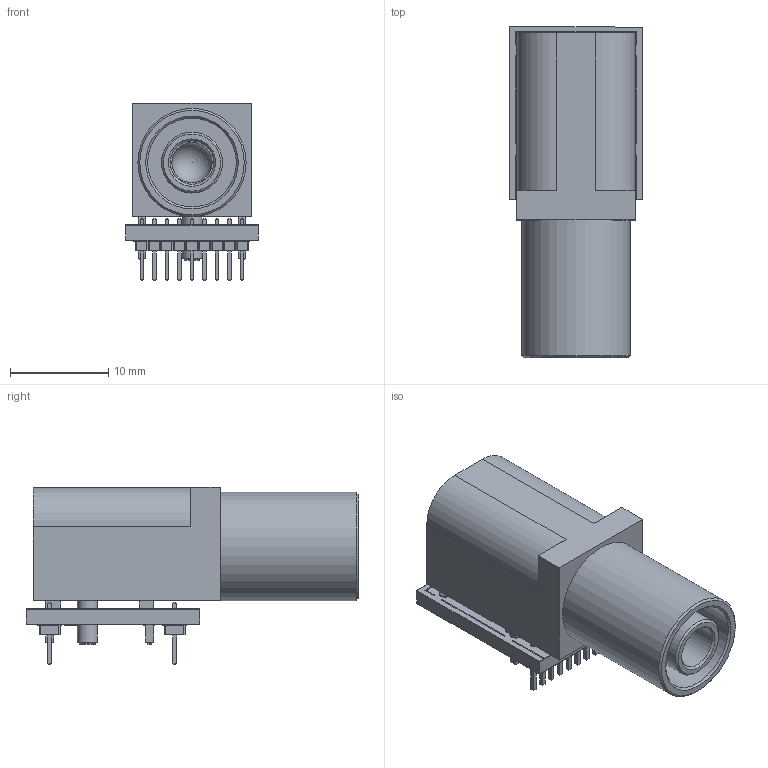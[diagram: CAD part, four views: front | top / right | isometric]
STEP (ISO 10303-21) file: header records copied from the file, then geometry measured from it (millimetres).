
FILE_DESCRIPTION(('KiCad electronic assembly'),'2;1');
FILE_NAME('banana_breakout.step','2025-09-07T14:18:48',('Pcbnew'),( 'Kicad'),'Open CASCADE STEP processor 7.6','KiCad to STEP converter' ,'Unknown');
FILE_SCHEMA(('AUTOMOTIVE_DESIGN { 1 0 10303 214 1 1 1 1 }'));
Length unit declared in the file: millimetre
Products named in the file (9): banana_breakout 1; Banana_Cliff_FCR7350B_S16N-PC_Horizontal; PinHeader_1x05_P1.27mm_Vertical; PinHeader_1x09_P1.27mm_Vertical; 50mil_4mm_banana_jack_breakout_silkscreen; 50mil_4mm_banana_jack_breakout_soldermask; 50mil_4mm_banana_jack_breakout_PCB
Assembly tree (8 placements, depth 2):
  banana_breakout 1
    Banana_Cliff_FCR7350B_S16N-PC_Horizontal
    PinHeader_1x05_P1.27mm_Vertical
    PinHeader_1x09_P1.27mm_Vertical
    50mil_4mm_banana_jack_breakout_silkscreen
    50mil_4mm_banana_jack_breakout_silkscreen
    50mil_4mm_banana_jack_breakout_soldermask
    50mil_4mm_banana_jack_breakout_soldermask
    50mil_4mm_banana_jack_breakout_PCB
Bounding box: 13.46 x 33.72 x 17.98 mm (x, y, z)
Volume: 3124.6 mm3; surface area: 4451.5 mm2
Topology: 5 solids, 25 shells, 478 faces, 1313 edges, 900 vertices
Faces by surface type: plane 430, cylinder 35, cone 11, sphere 2
Full cylindrical faces by diameter (mm): 0.65 x14, 1.2 x4, 2 x1, 2.2 x1, 4.1 x1, 4.4 x3, 6.2 x1, 9 x1, 11 x1
Entity records: 15388 total; most frequent: CARTESIAN_POINT 2698, DIRECTION 2468, ORIENTED_EDGE 2404, EDGE_CURVE 1311, LINE 1128, VECTOR 1128, VERTEX_POINT 900, AXIS2_PLACEMENT_3D 670
